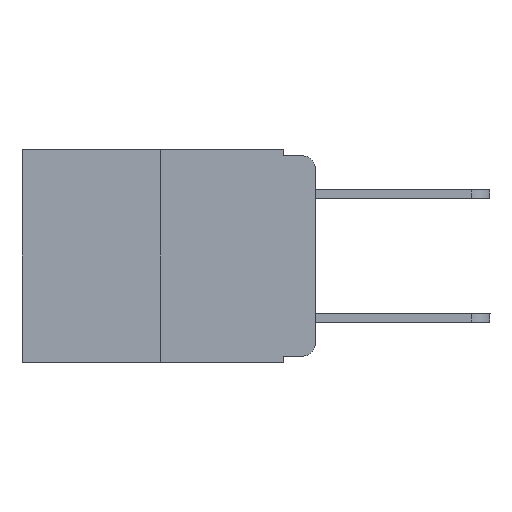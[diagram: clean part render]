
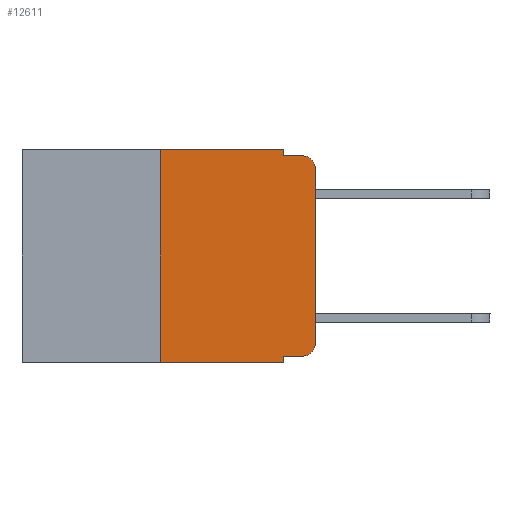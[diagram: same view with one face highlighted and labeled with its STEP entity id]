
A CAD part, left-side view. The second image highlights one B-rep face of the part: STEP entity #12611.
In plain terms, the highlighted planar face has unit normal (-1, 0, 0).
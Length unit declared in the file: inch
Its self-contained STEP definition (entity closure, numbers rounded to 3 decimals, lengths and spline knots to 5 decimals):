
#108 = LINE ( 'NONE', #9809, #11373 ) ;
#109 = FACE_OUTER_BOUND ( 'NONE', #3932, .T. ) ;
#807 = CARTESIAN_POINT ( 'NONE',  ( 0., 0., 0. ) ) ;
#811 = VECTOR ( 'NONE', #11521, 39.37008 ) ;
#976 = VERTEX_POINT ( 'NONE', #3938 ) ;
#1011 = EDGE_CURVE ( 'NONE', #12472, #6115, #108, .T. ) ;
#1208 = CARTESIAN_POINT ( 'NONE',  ( 0., 0.473, -0.343 ) ) ;
#1287 = VERTEX_POINT ( 'NONE', #12388 ) ;
#1400 = VERTEX_POINT ( 'NONE', #4817 ) ;
#1505 = DIRECTION ( 'NONE',  ( -1., 0., 0. ) ) ;
#2102 = ORIENTED_EDGE ( 'NONE', *, *, #12824, .F. ) ;
#2204 = CARTESIAN_POINT ( 'NONE',  ( 0., 0.051, -0.333 ) ) ;
#2271 = VERTEX_POINT ( 'NONE', #12411 ) ;
#2304 = CARTESIAN_POINT ( 'NONE',  ( 0., 0., -0.313 ) ) ;
#2629 = LINE ( 'NONE', #12410, #3777 ) ;
#2932 = CARTESIAN_POINT ( 'NONE',  ( 0., 0.25, -0.343 ) ) ;
#2958 = ORIENTED_EDGE ( 'NONE', *, *, #1011, .F. ) ;
#3064 = EDGE_CURVE ( 'NONE', #9231, #4351, #4855, .T. ) ;
#3196 = DIRECTION ( 'NONE',  ( 0., 0., 1. ) ) ;
#3440 = DIRECTION ( 'NONE',  ( 0., 0., -1. ) ) ;
#3549 = DIRECTION ( 'NONE',  ( 0., 0., -1. ) ) ;
#3777 = VECTOR ( 'NONE', #3549, 39.37008 ) ;
#3824 = CARTESIAN_POINT ( 'NONE',  ( 0., 0.02, -0.313 ) ) ;
#3932 = EDGE_LOOP ( 'NONE', ( #8195, #11858, #10698, #2102, #12027, #2958, #7708, #10553, #4149, #9127 ) ) ;
#3938 = CARTESIAN_POINT ( 'NONE',  ( 0., 0.051, -0.343 ) ) ;
#4100 = DIRECTION ( 'NONE',  ( 0., -1., 0. ) ) ;
#4149 = ORIENTED_EDGE ( 'NONE', *, *, #12030, .T. ) ;
#4351 = VERTEX_POINT ( 'NONE', #7400 ) ;
#4614 = CARTESIAN_POINT ( 'NONE',  ( 0., 0.051, -0.01 ) ) ;
#4817 = CARTESIAN_POINT ( 'NONE',  ( 0., 0.051, -0.01 ) ) ;
#4855 = LINE ( 'NONE', #807, #9473 ) ;
#4882 = EDGE_CURVE ( 'NONE', #4351, #7526, #5895, .T. ) ;
#4944 = EDGE_CURVE ( 'NONE', #6115, #1287, #5103, .T. ) ;
#5103 = LINE ( 'NONE', #5407, #12696 ) ;
#5407 = CARTESIAN_POINT ( 'NONE',  ( 0., 0.473, 0. ) ) ;
#5481 = LINE ( 'NONE', #11596, #7801 ) ;
#5895 = CIRCLE ( 'NONE', #7107, 0.02 ) ;
#5918 = LINE ( 'NONE', #4614, #811 ) ;
#5964 = AXIS2_PLACEMENT_3D ( 'NONE', #5995, #10054, #8007 ) ;
#5995 = CARTESIAN_POINT ( 'NONE',  ( 0., 0.473, 0. ) ) ;
#6115 = VERTEX_POINT ( 'NONE', #7436 ) ;
#6537 = DIRECTION ( 'NONE',  ( 0., 0., -1. ) ) ;
#6576 = VECTOR ( 'NONE', #4100, 39.37008 ) ;
#7107 = AXIS2_PLACEMENT_3D ( 'NONE', #7419, #1505, #3440 ) ;
#7400 = CARTESIAN_POINT ( 'NONE',  ( 0., 0., -0.03 ) ) ;
#7419 = CARTESIAN_POINT ( 'NONE',  ( 0., 0.02, -0.03 ) ) ;
#7436 = CARTESIAN_POINT ( 'NONE',  ( 0., 0.25, 0. ) ) ;
#7526 = VERTEX_POINT ( 'NONE', #10764 ) ;
#7648 = DIRECTION ( 'NONE',  ( 0., 0., 1. ) ) ;
#7708 = ORIENTED_EDGE ( 'NONE', *, *, #12609, .T. ) ;
#7750 = DIRECTION ( 'NONE',  ( 0., 0., -1. ) ) ;
#7801 = VECTOR ( 'NONE', #6537, 39.37008 ) ;
#8007 = DIRECTION ( 'NONE',  ( 0., 0., -1. ) ) ;
#8096 = PLANE ( 'NONE',  #5964 ) ;
#8195 = ORIENTED_EDGE ( 'NONE', *, *, #3064, .T. ) ;
#9094 = DIRECTION ( 'NONE',  ( 0., -1., 0. ) ) ;
#9127 = ORIENTED_EDGE ( 'NONE', *, *, #11874, .T. ) ;
#9231 = VERTEX_POINT ( 'NONE', #2304 ) ;
#9338 = CIRCLE ( 'NONE', #12348, 0.02 ) ;
#9473 = VECTOR ( 'NONE', #7648, 39.37008 ) ;
#9809 = CARTESIAN_POINT ( 'NONE',  ( 0., 0.25, 0. ) ) ;
#9817 = LINE ( 'NONE', #2204, #11078 ) ;
#10054 = DIRECTION ( 'NONE',  ( 1., 0., 0. ) ) ;
#10413 = EDGE_CURVE ( 'NONE', #1400, #7526, #5918, .T. ) ;
#10553 = ORIENTED_EDGE ( 'NONE', *, *, #11721, .F. ) ;
#10698 = ORIENTED_EDGE ( 'NONE', *, *, #10413, .F. ) ;
#10764 = CARTESIAN_POINT ( 'NONE',  ( 0., 0.02, -0.01 ) ) ;
#11078 = VECTOR ( 'NONE', #9094, 39.37008 ) ;
#11151 = VERTEX_POINT ( 'NONE', #11452 ) ;
#11373 = VECTOR ( 'NONE', #3196, 39.37008 ) ;
#11377 = DIRECTION ( 'NONE',  ( 0., -1., 0. ) ) ;
#11452 = CARTESIAN_POINT ( 'NONE',  ( 0., 0.02, -0.333 ) ) ;
#11521 = DIRECTION ( 'NONE',  ( 0., -1., 0. ) ) ;
#11596 = CARTESIAN_POINT ( 'NONE',  ( 0., 0.051, 0. ) ) ;
#11721 = EDGE_CURVE ( 'NONE', #2271, #976, #2629, .T. ) ;
#11858 = ORIENTED_EDGE ( 'NONE', *, *, #4882, .T. ) ;
#11874 = EDGE_CURVE ( 'NONE', #11151, #9231, #9338, .T. ) ;
#12027 = ORIENTED_EDGE ( 'NONE', *, *, #4944, .F. ) ;
#12030 = EDGE_CURVE ( 'NONE', #2271, #11151, #9817, .T. ) ;
#12348 = AXIS2_PLACEMENT_3D ( 'NONE', #3824, #12670, #7750 ) ;
#12388 = CARTESIAN_POINT ( 'NONE',  ( 0., 0.051, 0. ) ) ;
#12410 = CARTESIAN_POINT ( 'NONE',  ( 0., 0.051, 0. ) ) ;
#12411 = CARTESIAN_POINT ( 'NONE',  ( 0., 0.051, -0.333 ) ) ;
#12472 = VERTEX_POINT ( 'NONE', #2932 ) ;
#12609 = EDGE_CURVE ( 'NONE', #12472, #976, #12789, .T. ) ;
#12611 = ADVANCED_FACE ( 'NONE', ( #109 ), #8096, .F. ) ;
#12670 = DIRECTION ( 'NONE',  ( -1., 0., 0. ) ) ;
#12696 = VECTOR ( 'NONE', #11377, 39.37008 ) ;
#12789 = LINE ( 'NONE', #1208, #6576 ) ;
#12824 = EDGE_CURVE ( 'NONE', #1287, #1400, #5481, .T. ) ;
